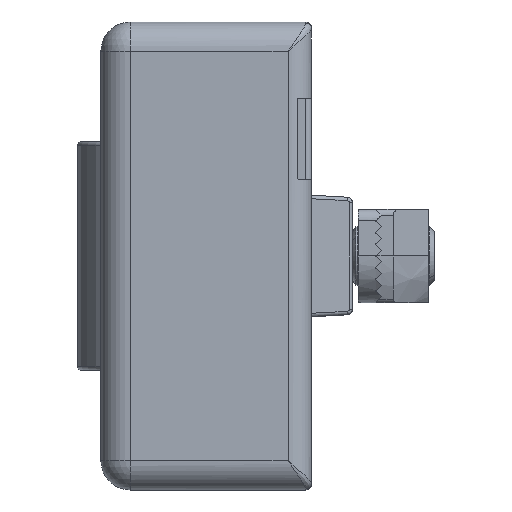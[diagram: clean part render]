
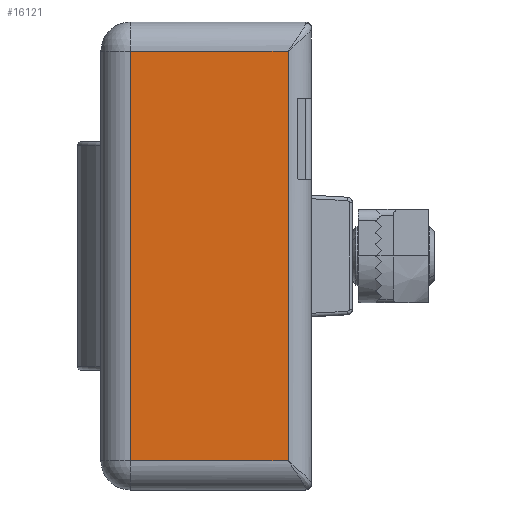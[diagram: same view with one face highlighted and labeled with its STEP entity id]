
A CAD part, left-side view. The second image highlights one B-rep face of the part: STEP entity #16121.
In plain terms, the highlighted planar face has unit normal (-1, 0, 0).
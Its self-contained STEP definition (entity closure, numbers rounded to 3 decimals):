
#8 = PLANE ( 'NONE',  #28956 ) ;
#513 = CARTESIAN_POINT ( 'NONE',  ( -40., -17.5, 16. ) ) ;
#1580 = CARTESIAN_POINT ( 'NONE',  ( -40., -17.5, 0. ) ) ;
#2152 = EDGE_CURVE ( 'NONE', #16477, #12139, #24235, .T. ) ;
#4224 = DIRECTION ( 'NONE',  ( 0., 0., -1. ) ) ;
#4411 = LINE ( 'NONE', #14896, #16311 ) ;
#6491 = LINE ( 'NONE', #11252, #17618 ) ;
#6616 = CARTESIAN_POINT ( 'NONE',  ( -40., 17.5, 16. ) ) ;
#8309 = VECTOR ( 'NONE', #10094, 1000. ) ;
#9298 = VERTEX_POINT ( 'NONE', #1580 ) ;
#10094 = DIRECTION ( 'NONE',  ( 0., 0., 1. ) ) ;
#10545 = LINE ( 'NONE', #513, #8309 ) ;
#11252 = CARTESIAN_POINT ( 'NONE',  ( -40., 20., 13.5 ) ) ;
#11663 = VECTOR ( 'NONE', #4224, 1000. ) ;
#12139 = VERTEX_POINT ( 'NONE', #24544 ) ;
#14363 = DIRECTION ( 'NONE',  ( 0., 1., 0. ) ) ;
#14896 = CARTESIAN_POINT ( 'NONE',  ( -40., -20., 0. ) ) ;
#14902 = EDGE_CURVE ( 'NONE', #19060, #16477, #6491, .T. ) ;
#15257 = ORIENTED_EDGE ( 'NONE', *, *, #2152, .T. ) ;
#16121 = ADVANCED_FACE ( 'NONE', ( #22718 ), #8, .F. ) ;
#16311 = VECTOR ( 'NONE', #26704, 1000. ) ;
#16477 = VERTEX_POINT ( 'NONE', #20262 ) ;
#17618 = VECTOR ( 'NONE', #27831, 1000. ) ;
#19060 = VERTEX_POINT ( 'NONE', #27534 ) ;
#19473 = EDGE_LOOP ( 'NONE', ( #24515, #25100, #26479, #15257 ) ) ;
#20262 = CARTESIAN_POINT ( 'NONE',  ( -40., 17.5, 13.5 ) ) ;
#21252 = EDGE_CURVE ( 'NONE', #9298, #19060, #10545, .T. ) ;
#22718 = FACE_OUTER_BOUND ( 'NONE', #19473, .T. ) ;
#23774 = CARTESIAN_POINT ( 'NONE',  ( -40., 20., 16. ) ) ;
#24235 = LINE ( 'NONE', #6616, #11663 ) ;
#24418 = EDGE_CURVE ( 'NONE', #9298, #12139, #4411, .T. ) ;
#24515 = ORIENTED_EDGE ( 'NONE', *, *, #24418, .F. ) ;
#24544 = CARTESIAN_POINT ( 'NONE',  ( -40., 17.5, 0. ) ) ;
#25100 = ORIENTED_EDGE ( 'NONE', *, *, #21252, .T. ) ;
#26479 = ORIENTED_EDGE ( 'NONE', *, *, #14902, .T. ) ;
#26704 = DIRECTION ( 'NONE',  ( 0., 1., 0. ) ) ;
#27534 = CARTESIAN_POINT ( 'NONE',  ( -40., -17.5, 13.5 ) ) ;
#27831 = DIRECTION ( 'NONE',  ( 0., 1., 0. ) ) ;
#28582 = DIRECTION ( 'NONE',  ( 1., 0., 0. ) ) ;
#28956 = AXIS2_PLACEMENT_3D ( 'NONE', #23774, #28582, #14363 ) ;
